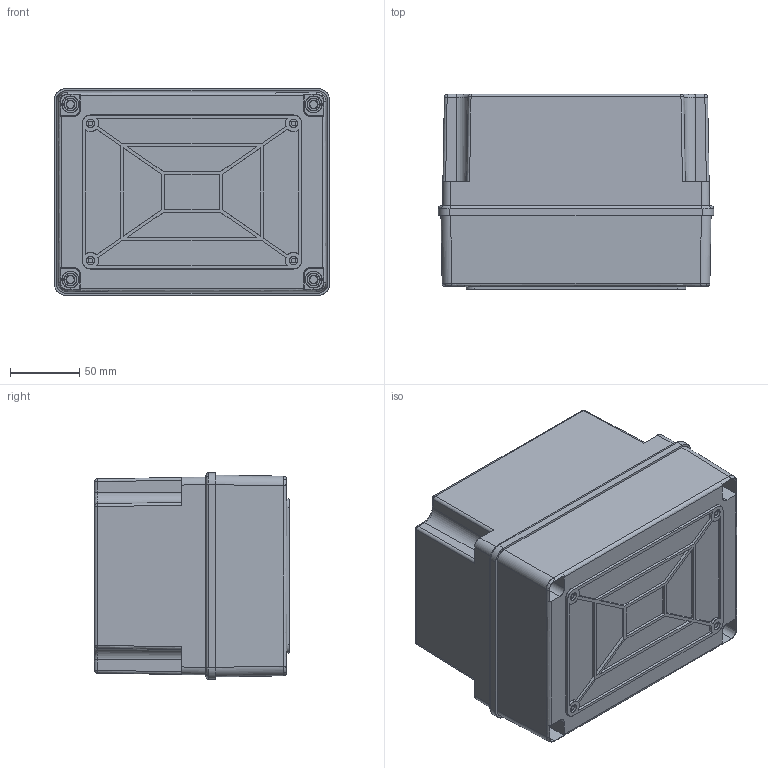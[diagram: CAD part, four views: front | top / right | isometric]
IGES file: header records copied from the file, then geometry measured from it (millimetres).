
Start section: SolidWorks IGES file using analytic representation for surfaces
Global section: file name: PW-39SZT.IGS; native system: SolidWorks 2010; preprocessor: SolidWorks 2010; author: lukasz; date: 140914.093124; units: millimetre
Bounding box: 199.5 x 141.2 x 149.5 mm (x, y, z)
Surface area: 336249.7 mm2 (no closed solid volume)
Topology: 0 solids, 0 shells, 745 faces, 9842 edges, 9842 vertices
Faces by surface type: bspline 435, revolution 310
